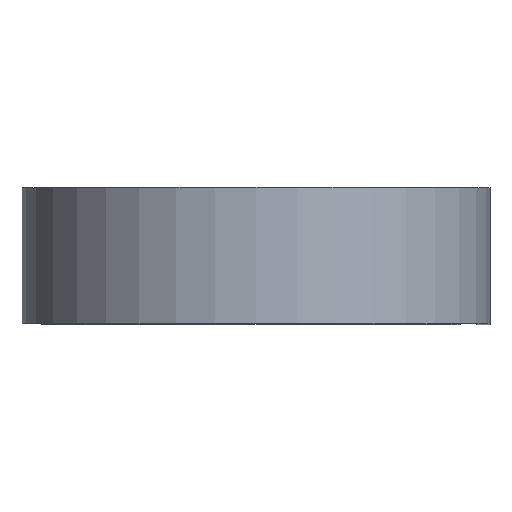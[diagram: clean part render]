
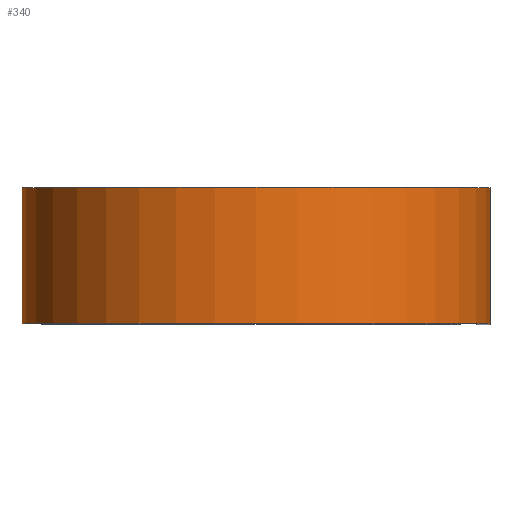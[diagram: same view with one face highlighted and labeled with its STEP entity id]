
A CAD part, top view. The second image highlights one B-rep face of the part: STEP entity #340.
In plain terms, the highlighted cylindrical face has radius 21.857 mm (diameter 43.713 mm), a partial arc.
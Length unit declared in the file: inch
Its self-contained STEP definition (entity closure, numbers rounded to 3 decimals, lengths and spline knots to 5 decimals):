
#29 = CARTESIAN_POINT ( 'NONE',  ( 0., -0.25, -0.8605 ) ) ;
#48 = AXIS2_PLACEMENT_3D ( 'NONE', #453, #455, #496 ) ;
#50 = DIRECTION ( 'NONE',  ( 1., 0., 0. ) ) ;
#85 = ORIENTED_EDGE ( 'NONE', *, *, #352, .T. ) ;
#91 = DIRECTION ( 'NONE',  ( 0., 1., 0. ) ) ;
#110 = AXIS2_PLACEMENT_3D ( 'NONE', #466, #473, #388 ) ;
#123 = FACE_OUTER_BOUND ( 'NONE', #577, .T. ) ;
#136 = CARTESIAN_POINT ( 'NONE',  ( 0., 0.25, 0. ) ) ;
#197 = EDGE_CURVE ( 'NONE', #314, #211, #322, .T. ) ;
#211 = VERTEX_POINT ( 'NONE', #29 ) ;
#233 = DIRECTION ( 'NONE',  ( 0., -1., 0. ) ) ;
#314 = VERTEX_POINT ( 'NONE', #349 ) ;
#322 = LINE ( 'NONE', #479, #431 ) ;
#332 = EDGE_CURVE ( 'NONE', #314, #348, #555, .T. ) ;
#335 = ORIENTED_EDGE ( 'NONE', *, *, #663, .F. ) ;
#340 = ADVANCED_FACE ( 'NONE', ( #123 ), #730, .T. ) ;
#348 = VERTEX_POINT ( 'NONE', #503 ) ;
#349 = CARTESIAN_POINT ( 'NONE',  ( 0., 0.25, -0.8605 ) ) ;
#352 = EDGE_CURVE ( 'NONE', #211, #381, #719, .T. ) ;
#381 = VERTEX_POINT ( 'NONE', #501 ) ;
#388 = DIRECTION ( 'NONE',  ( 0., 0., -1. ) ) ;
#431 = VECTOR ( 'NONE', #539, 39.37008 ) ;
#453 = CARTESIAN_POINT ( 'NONE',  ( 0., -0.25, 0. ) ) ;
#455 = DIRECTION ( 'NONE',  ( 0., 1., 0. ) ) ;
#466 = CARTESIAN_POINT ( 'NONE',  ( 0., 0.25, 0. ) ) ;
#473 = DIRECTION ( 'NONE',  ( 0., -1., 0. ) ) ;
#479 = CARTESIAN_POINT ( 'NONE',  ( 0., 0.25, -0.8605 ) ) ;
#496 = DIRECTION ( 'NONE',  ( 1., 0., 0. ) ) ;
#501 = CARTESIAN_POINT ( 'NONE',  ( 0.8605, -0.25, 0. ) ) ;
#503 = CARTESIAN_POINT ( 'NONE',  ( 0.8605, 0.25, 0. ) ) ;
#539 = DIRECTION ( 'NONE',  ( 0., -1., 0. ) ) ;
#551 = ORIENTED_EDGE ( 'NONE', *, *, #332, .F. ) ;
#555 = CIRCLE ( 'NONE', #720, 0.8605 ) ;
#577 = EDGE_LOOP ( 'NONE', ( #85, #335, #551, #649 ) ) ;
#615 = LINE ( 'NONE', #717, #726 ) ;
#649 = ORIENTED_EDGE ( 'NONE', *, *, #197, .T. ) ;
#663 = EDGE_CURVE ( 'NONE', #348, #381, #615, .T. ) ;
#717 = CARTESIAN_POINT ( 'NONE',  ( 0.8605, 0.25, 0. ) ) ;
#719 = CIRCLE ( 'NONE', #48, 0.8605 ) ;
#720 = AXIS2_PLACEMENT_3D ( 'NONE', #136, #91, #50 ) ;
#726 = VECTOR ( 'NONE', #233, 39.37008 ) ;
#730 = CYLINDRICAL_SURFACE ( 'NONE', #110, 0.8605 ) ;
